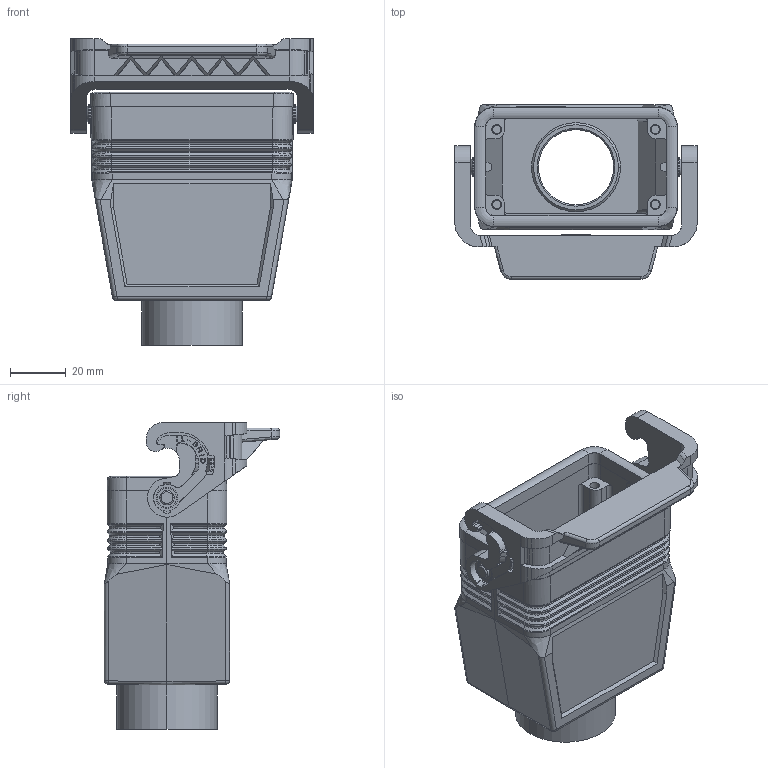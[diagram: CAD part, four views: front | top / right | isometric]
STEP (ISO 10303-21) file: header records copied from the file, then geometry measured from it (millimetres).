
FILE_DESCRIPTION(('Creo Elements/Direct Modeling STEP Export'),'2;1');
FILE_NAME('37jbk2e5ph5j5v03060','2023-03-02T11:12:47',(''),(''),'Creo Elements/Direct Modeling STEP processor for AP214 (Solid Model)','Creo Elements/Direct Modeling 20.1B 02-Apr-2019 (C) Parametric Technology GmbH','');
FILE_SCHEMA(('AUTOMOTIVE_DESIGN { 1 0 10303 214 1 1 1 1 }'));
Products named in the file (2): MLAV 10 LG32
Assembly tree (1 placements, depth 2):
  MLAV 10 LG32
    MLAV 10 LG32
Bounding box: 87 x 63 x 110.25 mm (x, y, z)
Volume: 92775.5 mm3; surface area: 50854.1 mm2
Topology: 1 solids, 1 shells, 1272 faces, 3309 edges, 2090 vertices
Faces by surface type: plane 713, cylinder 315, bspline 102, cone 64, torus 46, extrusion 28, sphere 4
Entity records: 72801 total; most frequent: CARTESIAN_POINT 32781, ORIENTED_EDGE 6614, DIRECTION 5650, EDGE_CURVE 3305, VECTOR 2238, LINE 2210, VERTEX_POINT 2090, AXIS2_PLACEMENT_3D 1706
